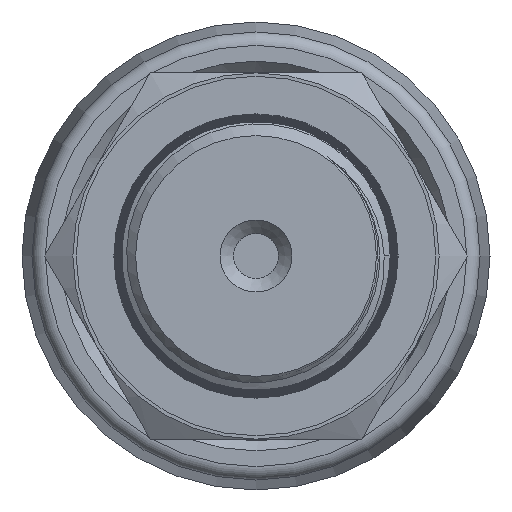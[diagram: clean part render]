
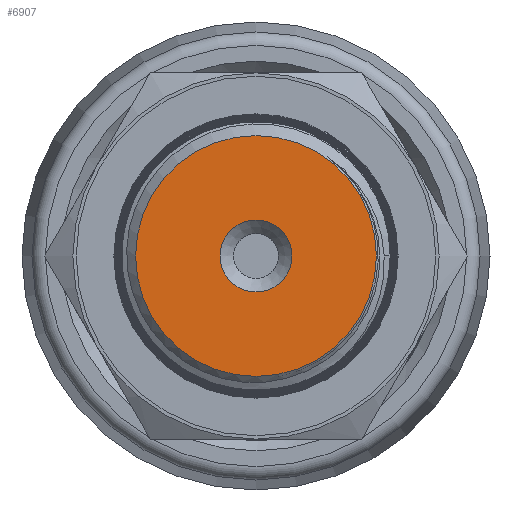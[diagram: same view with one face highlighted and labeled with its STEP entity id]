
A CAD part, left-side view. The second image highlights one B-rep face of the part: STEP entity #6907.
In plain terms, the highlighted planar face has unit normal (-1, 0, 0).
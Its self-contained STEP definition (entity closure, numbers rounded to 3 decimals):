
#109=PLANE('',#7201);
#388=FACE_BOUND('',#1211,.T.);
#804=FACE_OUTER_BOUND('',#1210,.T.);
#1210=EDGE_LOOP('',(#6308));
#1211=EDGE_LOOP('',(#6309));
#1749=CIRCLE('',#7005,8.878);
#1836=CIRCLE('',#7200,2.65);
#2676=VERTEX_POINT('',#8639);
#3298=VERTEX_POINT('',#26682);
#3378=EDGE_CURVE('',#2676,#2676,#1749,.T.);
#4317=EDGE_CURVE('',#3298,#3298,#1836,.T.);
#6308=ORIENTED_EDGE('',*,*,#3378,.T.);
#6309=ORIENTED_EDGE('',*,*,#4317,.T.);
#6907=ADVANCED_FACE('',(#804,#388),#109,.T.);
#7005=AXIS2_PLACEMENT_3D('',#8641,#7310,#7311);
#7200=AXIS2_PLACEMENT_3D('',#26684,#8069,#8070);
#7201=AXIS2_PLACEMENT_3D('',#26685,#8071,#8072);
#7310=DIRECTION('center_axis',(-1.,0.,0.));
#7311=DIRECTION('ref_axis',(0.,1.,0.));
#8069=DIRECTION('center_axis',(1.,0.,0.));
#8070=DIRECTION('ref_axis',(0.,0.,-1.));
#8071=DIRECTION('center_axis',(-1.,0.,0.));
#8072=DIRECTION('ref_axis',(0.,0.,1.));
#8639=CARTESIAN_POINT('',(-68.,-8.878,0.));
#8641=CARTESIAN_POINT('Origin',(-68.,0.,0.));
#26682=CARTESIAN_POINT('',(-68.,-2.65,0.));
#26684=CARTESIAN_POINT('Origin',(-68.,0.,0.));
#26685=CARTESIAN_POINT('Origin',(-68.,9.853,0.));
